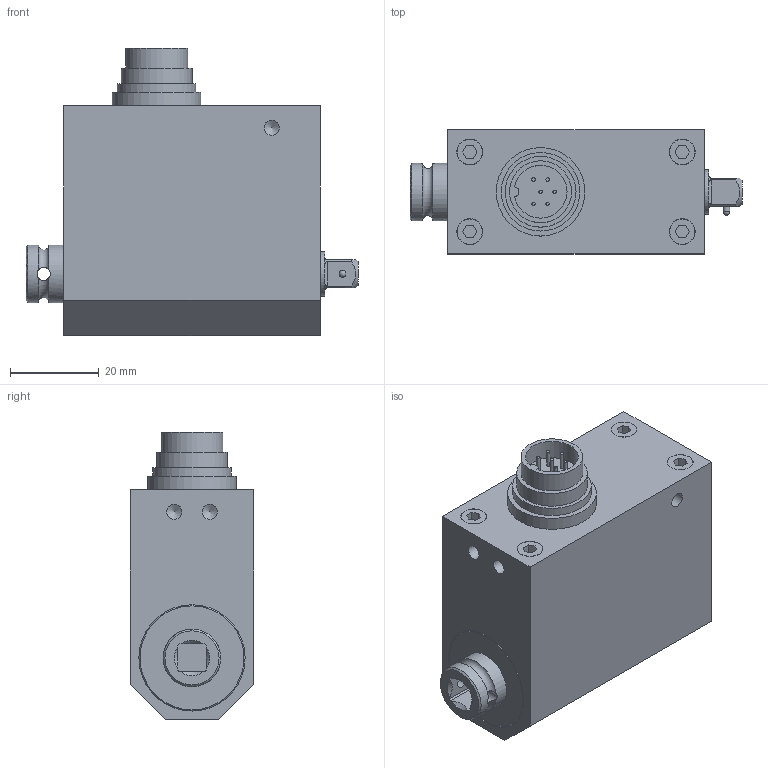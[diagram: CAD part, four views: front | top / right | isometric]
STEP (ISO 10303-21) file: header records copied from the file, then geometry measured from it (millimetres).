
FILE_DESCRIPTION((''),'2;1');
FILE_NAME('TRD305 6- 12 N-m.stp','2010-12-13T14:07:45',('thomasl'),(''),'Autodesk Inventor 2008','Autodesk Inventor 2008','');
FILE_SCHEMA(('AUTOMOTIVE_DESIGN { 1 0 10303 214 1 1 1 1 }'));
Length unit declared in the file: inch
Products named in the file (2): TRD305 6- 12 N-m; PART1
Assembly tree (1 placements, depth 2):
  TRD305 6- 12 N-m
    PART1
Bounding box: 75 x 28 x 65 mm (x, y, z)
Volume: 79358.4 mm3; surface area: 17090.8 mm2
Topology: 1 solids, 10 shells, 172 faces, 378 edges, 249 vertices
Faces by surface type: plane 84, cylinder 64, cone 21, torus 2, sphere 1
Full cylindrical faces by diameter (mm): 0.762 x6, 1.5 x1, 2.896 x4, 3 x2, 3.422 x6, 3.505 x4, 3.556 x4, 5.74 x4, 5.842 x4, 10 x1, 13 x2, 14 x1, 15 x1, 16 x1, 17.75 x1, 19.05 x1, 20 x1, 24 x2
Entity records: 4468 total; most frequent: CARTESIAN_POINT 925, DIRECTION 744, ORIENTED_EDGE 590, AXIS2_PLACEMENT_3D 304, EDGE_CURVE 295, EDGE_LOOP 272, VERTEX_POINT 231, FACE_OUTER_BOUND 172
